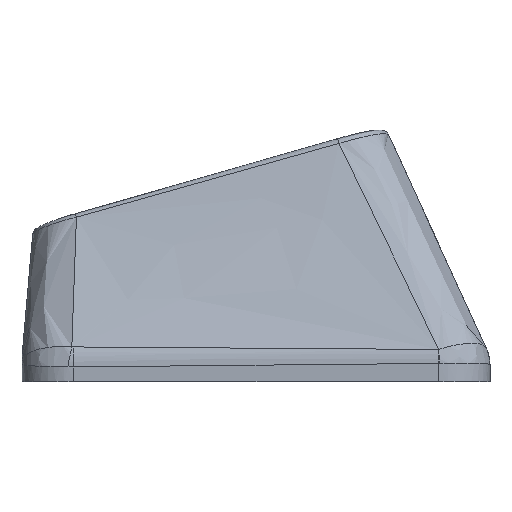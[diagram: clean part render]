
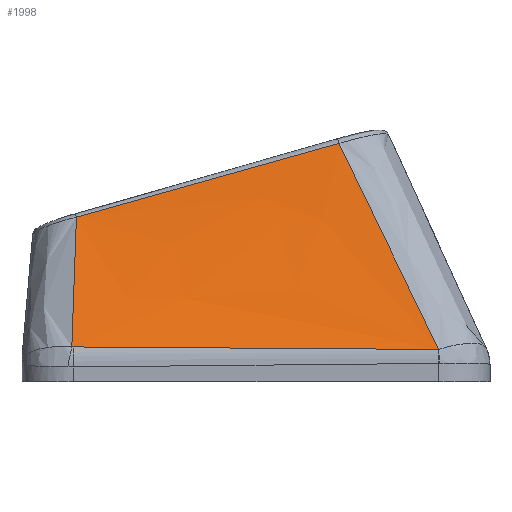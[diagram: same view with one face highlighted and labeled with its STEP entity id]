
A CAD part, left-side view. The second image highlights one B-rep face of the part: STEP entity #1998.
In plain terms, the highlighted free-form (B-spline) face has degree [3, 3] with [4, 4] control points.
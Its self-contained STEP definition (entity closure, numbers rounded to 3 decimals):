
#52=B_SPLINE_SURFACE_WITH_KNOTS('',3,3,((#4990,#4991,#4992,#4993),(#4994,
#4995,#4996,#4997),(#4998,#4999,#5000,#5001),(#5002,#5003,#5004,#5005)),
 .UNSPECIFIED.,.F.,.F.,.F.,(4,4),(4,4),(0.104,0.893),
(0.024,0.97),.UNSPECIFIED.);
#366=FACE_OUTER_BOUND('',#476,.T.);
#476=EDGE_LOOP('',(#1777,#1778,#1779,#1780,#1781,#1782));
#675=B_SPLINE_CURVE_WITH_KNOTS('',3,(#4512,#4513,#4514,#4515),
 .UNSPECIFIED.,.F.,.F.,(4,4),(0.,0.001),.UNSPECIFIED.);
#677=B_SPLINE_CURVE_WITH_KNOTS('',3,(#4539,#4540,#4541,#4542),
 .UNSPECIFIED.,.F.,.F.,(4,4),(0.,1.416),.UNSPECIFIED.);
#679=B_SPLINE_CURVE_WITH_KNOTS('',3,(#4566,#4567,#4568,#4569),
 .UNSPECIFIED.,.F.,.F.,(4,4),(0.,0.006),
 .UNSPECIFIED.);
#701=B_SPLINE_CURVE_WITH_KNOTS('',3,(#4981,#4982,#4983,#4984),
 .UNSPECIFIED.,.F.,.F.,(4,4),(-0.609,-0.019),
 .UNSPECIFIED.);
#703=B_SPLINE_CURVE_WITH_KNOTS('',3,(#5007,#5008,#5009,#5010),
 .UNSPECIFIED.,.F.,.F.,(4,4),(0.023,0.964),
 .UNSPECIFIED.);
#704=B_SPLINE_CURVE_WITH_KNOTS('',3,(#5011,#5012,#5013,#5014),
 .UNSPECIFIED.,.F.,.F.,(4,4),(-1.058,0.),.UNSPECIFIED.);
#897=VERTEX_POINT('',#4471);
#901=VERTEX_POINT('',#4505);
#903=VERTEX_POINT('',#4532);
#905=VERTEX_POINT('',#4559);
#932=VERTEX_POINT('',#4980);
#933=VERTEX_POINT('',#5006);
#1181=EDGE_CURVE('',#897,#901,#675,.T.);
#1184=EDGE_CURVE('',#901,#903,#677,.T.);
#1187=EDGE_CURVE('',#903,#905,#679,.T.);
#1228=EDGE_CURVE('',#905,#932,#701,.T.);
#1230=EDGE_CURVE('',#933,#897,#703,.T.);
#1231=EDGE_CURVE('',#932,#933,#704,.T.);
#1777=ORIENTED_EDGE('',*,*,#1187,.F.);
#1778=ORIENTED_EDGE('',*,*,#1184,.F.);
#1779=ORIENTED_EDGE('',*,*,#1181,.F.);
#1780=ORIENTED_EDGE('',*,*,#1230,.F.);
#1781=ORIENTED_EDGE('',*,*,#1231,.F.);
#1782=ORIENTED_EDGE('',*,*,#1228,.F.);
#1998=ADVANCED_FACE('',(#366),#52,.T.);
#4471=CARTESIAN_POINT('',(-13.741,-7.087,0.261));
#4505=CARTESIAN_POINT('',(-13.742,-7.077,0.261));
#4512=CARTESIAN_POINT('Ctrl Pts',(-13.741,-7.087,0.261));
#4513=CARTESIAN_POINT('Ctrl Pts',(-13.742,-7.084,0.261));
#4514=CARTESIAN_POINT('Ctrl Pts',(-13.742,-7.08,0.261));
#4515=CARTESIAN_POINT('Ctrl Pts',(-13.742,-7.077,0.261));
#4532=CARTESIAN_POINT('',(-13.626,7.092,0.358));
#4539=CARTESIAN_POINT('Ctrl Pts',(-13.742,-7.077,0.261));
#4540=CARTESIAN_POINT('Ctrl Pts',(-13.72,-2.355,0.286));
#4541=CARTESIAN_POINT('Ctrl Pts',(-13.692,2.367,0.317));
#4542=CARTESIAN_POINT('Ctrl Pts',(-13.626,7.092,0.358));
#4559=CARTESIAN_POINT('',(-13.622,7.147,0.364));
#4566=CARTESIAN_POINT('Ctrl Pts',(-13.626,7.092,0.358));
#4567=CARTESIAN_POINT('Ctrl Pts',(-13.626,7.11,0.358));
#4568=CARTESIAN_POINT('Ctrl Pts',(-13.625,7.129,0.36));
#4569=CARTESIAN_POINT('Ctrl Pts',(-13.622,7.147,0.364));
#4980=CARTESIAN_POINT('',(-10.608,6.969,5.393));
#4981=CARTESIAN_POINT('Ctrl Pts',(-13.622,7.147,0.364));
#4982=CARTESIAN_POINT('Ctrl Pts',(-12.609,7.07,2.036));
#4983=CARTESIAN_POINT('Ctrl Pts',(-11.604,7.007,3.713));
#4984=CARTESIAN_POINT('Ctrl Pts',(-10.608,6.969,5.393));
#4990=CARTESIAN_POINT('Ctrl Pts',(-10.589,-3.643,8.371));
#4991=CARTESIAN_POINT('Ctrl Pts',(-11.64,-4.791,5.667));
#4992=CARTESIAN_POINT('Ctrl Pts',(-12.691,-5.939,2.964));
#4993=CARTESIAN_POINT('Ctrl Pts',(-13.742,-7.087,0.261));
#4994=CARTESIAN_POINT('Ctrl Pts',(-10.589,-0.034,
7.368));
#4995=CARTESIAN_POINT('Ctrl Pts',(-11.64,-0.804,4.989));
#4996=CARTESIAN_POINT('Ctrl Pts',(-12.691,-1.573,2.609));
#4997=CARTESIAN_POINT('Ctrl Pts',(-13.742,-2.343,0.23));
#4998=CARTESIAN_POINT('Ctrl Pts',(-10.589,3.575,6.366));
#4999=CARTESIAN_POINT('Ctrl Pts',(-11.64,3.184,4.31));
#5000=CARTESIAN_POINT('Ctrl Pts',(-12.691,2.793,2.254));
#5001=CARTESIAN_POINT('Ctrl Pts',(-13.742,2.401,0.198));
#5002=CARTESIAN_POINT('Ctrl Pts',(-10.589,7.185,5.364));
#5003=CARTESIAN_POINT('Ctrl Pts',(-11.64,7.172,3.632));
#5004=CARTESIAN_POINT('Ctrl Pts',(-12.691,7.158,1.9));
#5005=CARTESIAN_POINT('Ctrl Pts',(-13.742,7.145,0.167));
#5006=CARTESIAN_POINT('',(-10.589,-3.219,8.253));
#5007=CARTESIAN_POINT('Ctrl Pts',(-10.589,-3.219,8.253));
#5008=CARTESIAN_POINT('Ctrl Pts',(-11.656,-4.52,5.598));
#5009=CARTESIAN_POINT('Ctrl Pts',(-12.703,-5.807,2.932));
#5010=CARTESIAN_POINT('Ctrl Pts',(-13.741,-7.087,0.261));
#5011=CARTESIAN_POINT('Ctrl Pts',(-10.608,6.969,5.393));
#5012=CARTESIAN_POINT('Ctrl Pts',(-10.602,3.571,6.338));
#5013=CARTESIAN_POINT('Ctrl Pts',(-10.595,0.176,7.293));
#5014=CARTESIAN_POINT('Ctrl Pts',(-10.589,-3.219,8.253));
